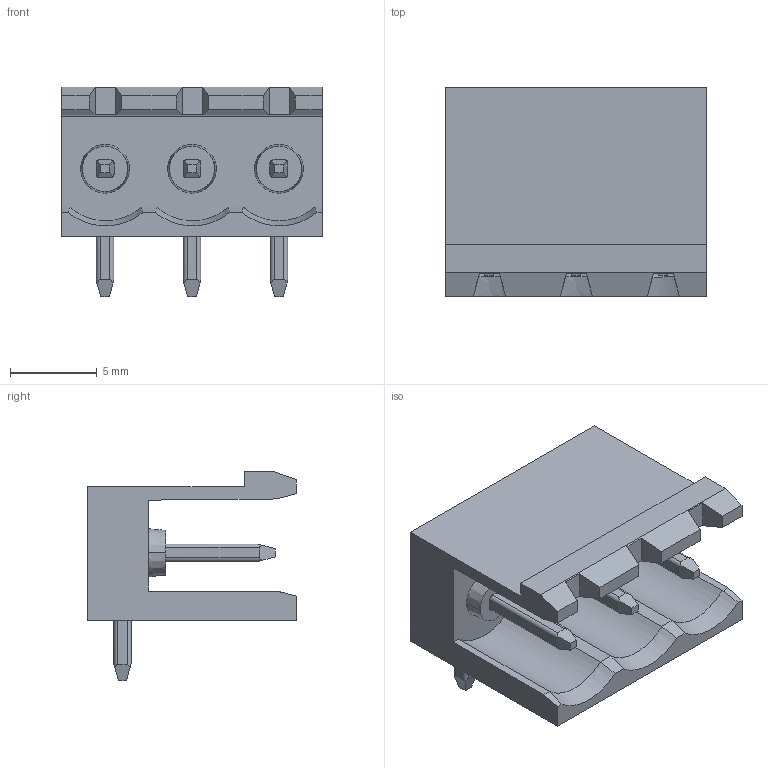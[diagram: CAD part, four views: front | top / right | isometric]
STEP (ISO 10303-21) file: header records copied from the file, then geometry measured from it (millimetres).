
FILE_DESCRIPTION(('Creo Elements/Direct Modeling STEP Export'),'2;1');
FILE_NAME('model.stp','2019-12-13T11:28:54',(''),(''),'Creo Elements/Direct Modeling STEP processor for AP214 (Solid Model)','Creo Elements/Direct Modeling 20.1A 29-Sep-2018 (C) Parametric Technology GmbH','');
FILE_SCHEMA(('AUTOMOTIVE_DESIGN { 1 0 10303 214 1 1 1 1 }'));
Length unit declared in the file: millimetre
Products named in the file (3): LP_BCH-508H-3-GN.1; AT_BCH-508H-3-GN; BCH-508H-3-GN
Assembly tree (4 placements, depth 2):
  BCH-508H-3-GN
    LP_BCH-508H-3-GN.1  x3
    AT_BCH-508H-3-GN
Bounding box: 15 x 12 x 12.07 mm (x, y, z)
Volume: 672.6 mm3; surface area: 1240.4 mm2
Topology: 4 solids, 4 shells, 195 faces, 534 edges, 347 vertices
Faces by surface type: plane 129, cylinder 45, bspline 15, cone 6
Entity records: 6840 total; most frequent: CARTESIAN_POINT 2192, ORIENTED_EDGE 764, DIRECTION 688, EDGE_CURVE 382, VECTOR 290, LINE 290, VERTEX_POINT 251, AXIS2_PLACEMENT_3D 199
